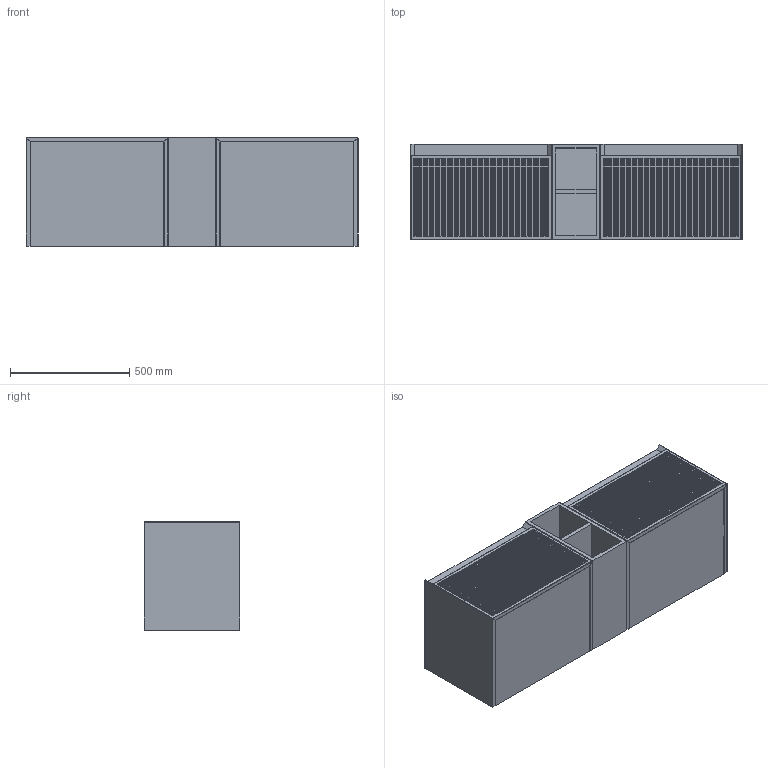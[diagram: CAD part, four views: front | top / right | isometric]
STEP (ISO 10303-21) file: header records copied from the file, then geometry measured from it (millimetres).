
FILE_DESCRIPTION (( 'STEP AP214' ), '1' );
FILE_NAME ('MO140W2.S_3_STEP_v10424.STEP', '2024-04-04T13:18:03', ( '' ), ( '' ), 'SwSTEP 2.0', 'SolidWorks 2019', '' );
FILE_SCHEMA (( 'AUTOMOTIVE_DESIGN' ));
Length unit declared in the file: millimetre
Products named in the file (6): MONUMENT Furn_v10722_60 FLUTED 1 DRAWER; Furniture Spacer_v20224; MONUMENT Carcass_v10722_MO060W1 - 60cm; MONUMENT Drawers_v10722_60 FLUTED ; MO140W2.S_3_STEP_v10424
Assembly tree (7 placements, depth 3):
  MO140W2.S_3_STEP_v10424
    MONUMENT Furn_v10722_60 FLUTED 1 DRAWER
      MONUMENT Carcass_v10722_MO060W1 - 60cm
      MONUMENT Drawers_v10722_60 FLUTED 
    MONUMENT Furn_v10722_60 FLUTED 1 DRAWER
      MONUMENT Carcass_v10722_MO060W1 - 60cm
      MONUMENT Drawers_v10722_60 FLUTED 
    Furniture Spacer_v20224
Bounding box: 1390 x 400 x 455 mm (x, y, z)
Volume: 54005888.6 mm3; surface area: 6965281.2 mm2
Topology: 24 solids, 24 shells, 838 faces, 1936 edges, 1236 vertices
Faces by surface type: plane 462, cylinder 304, torus 40, sphere 32
Entity records: 12779 total; most frequent: DIRECTION 2270, CARTESIAN_POINT 2129, ORIENTED_EDGE 2012, EDGE_CURVE 1006, AXIS2_PLACEMENT_3D 811, VERTEX_POINT 654, LINE 648, VECTOR 648
